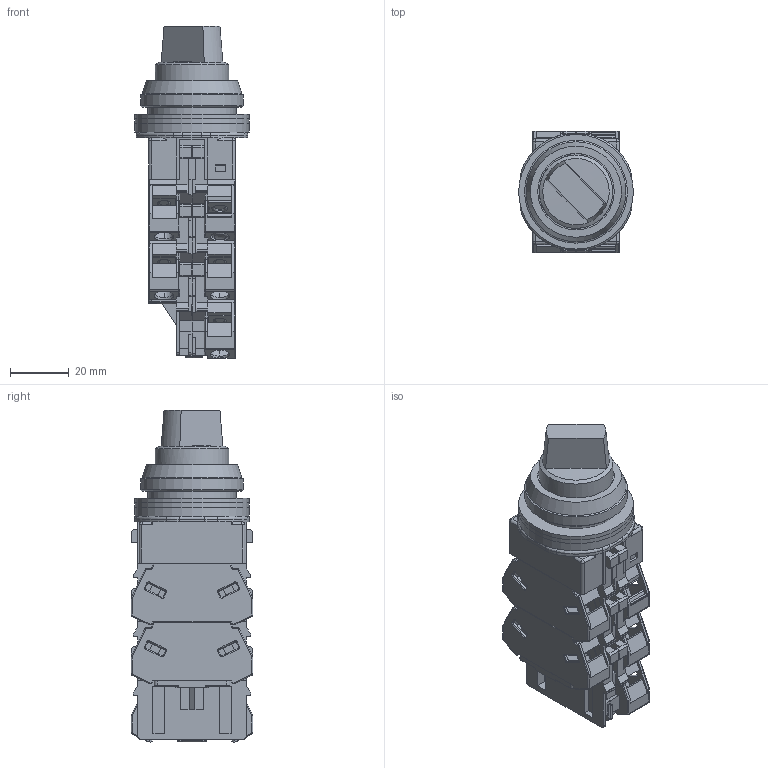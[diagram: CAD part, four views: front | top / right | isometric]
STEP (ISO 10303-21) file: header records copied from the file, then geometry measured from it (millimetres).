
FILE_DESCRIPTION (( 'STEP AP214' ), '1' );
FILE_NAME ('ASLN[2][3]($)##xxDN$.STEP', '2021-01-29T01:56:54', ( '' ), ( '' ), 'SwSTEP 2.0', 'SolidWorks 2019', '' );
FILE_SCHEMA (( 'AUTOMOTIVE_DESIGN' ));
Length unit declared in the file: millimetre
Products named in the file (9): OW-12; HW-Uxx(R); ASLN[2][3]($)##xxDN$; TWT-BLS-BODY-N; OW-11; HW-GA1N; ASLNH(D); OG-11; HW-DB
Assembly tree (12 placements, depth 2):
  ASLN[2][3]($)##xxDN$
    TWT-BLS-BODY-N
    ASLNH(D)
    OW-12
    OW-11  x2
    OG-11
    HW-Uxx(R)  x4
    HW-GA1N
    HW-DB
Bounding box: 39 x 41.4 x 113 mm (x, y, z)
Volume: 93105.1 mm3; surface area: 42816.1 mm2
Topology: 12 solids, 12 shells, 1626 faces, 4424 edges, 2835 vertices
Faces by surface type: plane 1035, cylinder 409, bspline 166, cone 16
Full cylindrical faces by diameter (mm): 3.5 x10, 6.2 x2, 6.5 x2, 22 x1, 25 x1, 26 x1, 29.5 x3, 30 x2, 31 x1, 35 x1, 39 x3
Entity records: 28860 total; most frequent: CARTESIAN_POINT 7505, ORIENTED_EDGE 4544, DIRECTION 4069, EDGE_CURVE 2272, VECTOR 1709, LINE 1709, VERTEX_POINT 1485, AXIS2_PLACEMENT_3D 1180
